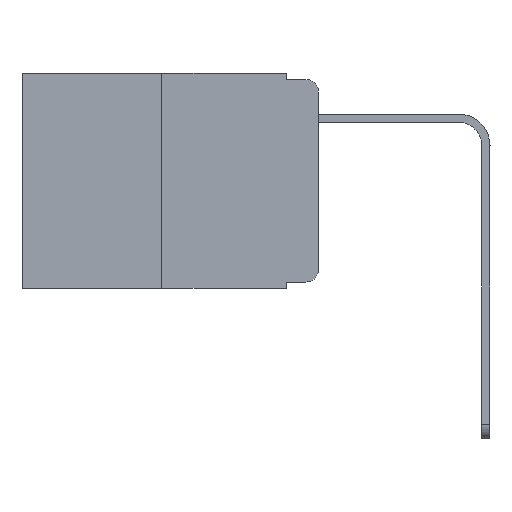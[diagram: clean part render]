
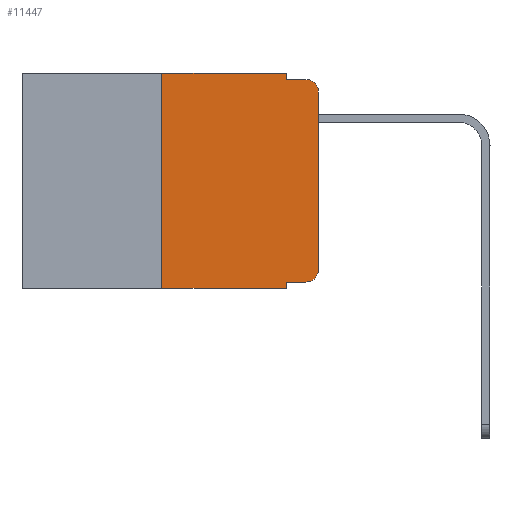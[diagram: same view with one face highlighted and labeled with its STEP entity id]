
A CAD part, left-side view. The second image highlights one B-rep face of the part: STEP entity #11447.
In plain terms, the highlighted planar face has unit normal (-1, 0, 0).
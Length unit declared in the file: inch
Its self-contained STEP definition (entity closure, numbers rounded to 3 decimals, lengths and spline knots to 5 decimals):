
#259 = EDGE_CURVE ( 'NONE', #4686, #3629, #9678, .T. ) ;
#369 = ORIENTED_EDGE ( 'NONE', *, *, #6006, .T. ) ;
#462 = AXIS2_PLACEMENT_3D ( 'NONE', #9132, #6076, #9034 ) ;
#741 = LINE ( 'NONE', #6900, #4375 ) ;
#899 = CARTESIAN_POINT ( 'NONE',  ( 0., 0.051, -0.01 ) ) ;
#945 = CARTESIAN_POINT ( 'NONE',  ( 0., 0., 0. ) ) ;
#1052 = VECTOR ( 'NONE', #7960, 39.37008 ) ;
#1455 = ORIENTED_EDGE ( 'NONE', *, *, #259, .T. ) ;
#1538 = VECTOR ( 'NONE', #3557, 39.37008 ) ;
#2001 = LINE ( 'NONE', #2835, #1052 ) ;
#2007 = CARTESIAN_POINT ( 'NONE',  ( 0., 0.02, -0.333 ) ) ;
#2142 = VERTEX_POINT ( 'NONE', #6830 ) ;
#2684 = EDGE_CURVE ( 'NONE', #2142, #11853, #8637, .T. ) ;
#2745 = LINE ( 'NONE', #8744, #7003 ) ;
#2835 = CARTESIAN_POINT ( 'NONE',  ( 0., 0.473, 0. ) ) ;
#2875 = DIRECTION ( 'NONE',  ( 0., -1., 0. ) ) ;
#3016 = ORIENTED_EDGE ( 'NONE', *, *, #11419, .T. ) ;
#3283 = ORIENTED_EDGE ( 'NONE', *, *, #6152, .F. ) ;
#3300 = EDGE_CURVE ( 'NONE', #7335, #8069, #2001, .T. ) ;
#3317 = LINE ( 'NONE', #899, #12190 ) ;
#3548 = ORIENTED_EDGE ( 'NONE', *, *, #8102, .T. ) ;
#3557 = DIRECTION ( 'NONE',  ( 0., 0., -1. ) ) ;
#3611 = DIRECTION ( 'NONE',  ( 0., 0., 1. ) ) ;
#3629 = VERTEX_POINT ( 'NONE', #10122 ) ;
#3971 = ORIENTED_EDGE ( 'NONE', *, *, #7296, .T. ) ;
#4008 = CIRCLE ( 'NONE', #5282, 0.02 ) ;
#4163 = CARTESIAN_POINT ( 'NONE',  ( 0., 0.02, -0.01 ) ) ;
#4303 = ORIENTED_EDGE ( 'NONE', *, *, #7364, .F. ) ;
#4375 = VECTOR ( 'NONE', #4797, 39.37008 ) ;
#4655 = CARTESIAN_POINT ( 'NONE',  ( 0., 0.25, -0.343 ) ) ;
#4686 = VERTEX_POINT ( 'NONE', #4827 ) ;
#4688 = DIRECTION ( 'NONE',  ( 0., -1., 0. ) ) ;
#4691 = ORIENTED_EDGE ( 'NONE', *, *, #2684, .F. ) ;
#4755 = CARTESIAN_POINT ( 'NONE',  ( 0., 0.051, 0. ) ) ;
#4797 = DIRECTION ( 'NONE',  ( 0., -1., 0. ) ) ;
#4827 = CARTESIAN_POINT ( 'NONE',  ( 0., 0., -0.313 ) ) ;
#5085 = VECTOR ( 'NONE', #8529, 39.37008 ) ;
#5203 = CARTESIAN_POINT ( 'NONE',  ( 0., 0.051, -0.01 ) ) ;
#5282 = AXIS2_PLACEMENT_3D ( 'NONE', #8792, #9859, #11804 ) ;
#5796 = CARTESIAN_POINT ( 'NONE',  ( 0., 0.25, 0. ) ) ;
#5955 = EDGE_CURVE ( 'NONE', #8069, #6522, #9179, .T. ) ;
#6006 = EDGE_CURVE ( 'NONE', #2142, #10149, #6160, .T. ) ;
#6076 = DIRECTION ( 'NONE',  ( -1., 0., 0. ) ) ;
#6152 = EDGE_CURVE ( 'NONE', #6522, #8910, #3317, .T. ) ;
#6160 = LINE ( 'NONE', #9695, #8537 ) ;
#6522 = VERTEX_POINT ( 'NONE', #5203 ) ;
#6648 = VERTEX_POINT ( 'NONE', #4655 ) ;
#6734 = FACE_OUTER_BOUND ( 'NONE', #8259, .T. ) ;
#6830 = CARTESIAN_POINT ( 'NONE',  ( 0., 0.051, -0.333 ) ) ;
#6900 = CARTESIAN_POINT ( 'NONE',  ( 0., 0.473, -0.343 ) ) ;
#7003 = VECTOR ( 'NONE', #3611, 39.37008 ) ;
#7296 = EDGE_CURVE ( 'NONE', #10149, #4686, #4008, .T. ) ;
#7335 = VERTEX_POINT ( 'NONE', #5796 ) ;
#7364 = EDGE_CURVE ( 'NONE', #6648, #7335, #2745, .T. ) ;
#7596 = CARTESIAN_POINT ( 'NONE',  ( 0., 0.051, -0.343 ) ) ;
#7624 = CIRCLE ( 'NONE', #462, 0.02 ) ;
#7960 = DIRECTION ( 'NONE',  ( 0., -1., 0. ) ) ;
#8069 = VERTEX_POINT ( 'NONE', #4755 ) ;
#8102 = EDGE_CURVE ( 'NONE', #3629, #8910, #7624, .T. ) ;
#8259 = EDGE_LOOP ( 'NONE', ( #1455, #3548, #3283, #11530, #9033, #4303, #3016, #4691, #369, #3971 ) ) ;
#8529 = DIRECTION ( 'NONE',  ( 0., 0., -1. ) ) ;
#8537 = VECTOR ( 'NONE', #4688, 39.37008 ) ;
#8637 = LINE ( 'NONE', #11736, #1538 ) ;
#8744 = CARTESIAN_POINT ( 'NONE',  ( 0., 0.25, 0. ) ) ;
#8792 = CARTESIAN_POINT ( 'NONE',  ( 0., 0.02, -0.313 ) ) ;
#8910 = VERTEX_POINT ( 'NONE', #4163 ) ;
#9009 = DIRECTION ( 'NONE',  ( 0., 0., 1. ) ) ;
#9033 = ORIENTED_EDGE ( 'NONE', *, *, #3300, .F. ) ;
#9034 = DIRECTION ( 'NONE',  ( 0., 0., -1. ) ) ;
#9132 = CARTESIAN_POINT ( 'NONE',  ( 0., 0.02, -0.03 ) ) ;
#9179 = LINE ( 'NONE', #9472, #5085 ) ;
#9472 = CARTESIAN_POINT ( 'NONE',  ( 0., 0.051, 0. ) ) ;
#9678 = LINE ( 'NONE', #945, #12224 ) ;
#9695 = CARTESIAN_POINT ( 'NONE',  ( 0., 0.051, -0.333 ) ) ;
#9859 = DIRECTION ( 'NONE',  ( -1., 0., 0. ) ) ;
#9875 = DIRECTION ( 'NONE',  ( 1., 0., 0. ) ) ;
#9929 = PLANE ( 'NONE',  #11841 ) ;
#10122 = CARTESIAN_POINT ( 'NONE',  ( 0., 0., -0.03 ) ) ;
#10149 = VERTEX_POINT ( 'NONE', #2007 ) ;
#10948 = CARTESIAN_POINT ( 'NONE',  ( 0., 0.473, 0. ) ) ;
#11419 = EDGE_CURVE ( 'NONE', #6648, #11853, #741, .T. ) ;
#11447 = ADVANCED_FACE ( 'NONE', ( #6734 ), #9929, .F. ) ;
#11530 = ORIENTED_EDGE ( 'NONE', *, *, #5955, .F. ) ;
#11736 = CARTESIAN_POINT ( 'NONE',  ( 0., 0.051, 0. ) ) ;
#11804 = DIRECTION ( 'NONE',  ( 0., 0., -1. ) ) ;
#11841 = AXIS2_PLACEMENT_3D ( 'NONE', #10948, #9875, #12971 ) ;
#11853 = VERTEX_POINT ( 'NONE', #7596 ) ;
#12190 = VECTOR ( 'NONE', #2875, 39.37008 ) ;
#12224 = VECTOR ( 'NONE', #9009, 39.37008 ) ;
#12971 = DIRECTION ( 'NONE',  ( 0., 0., -1. ) ) ;
